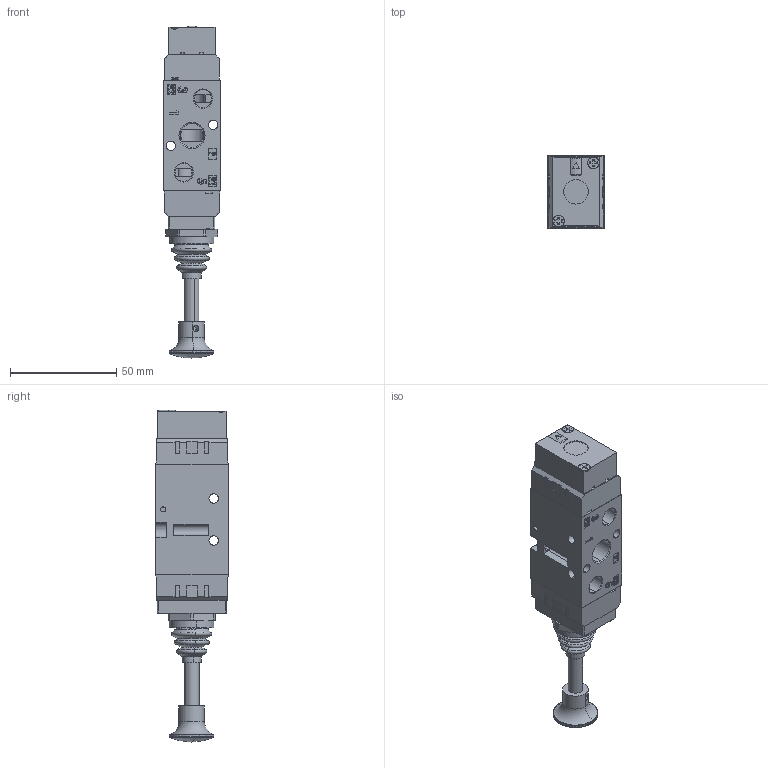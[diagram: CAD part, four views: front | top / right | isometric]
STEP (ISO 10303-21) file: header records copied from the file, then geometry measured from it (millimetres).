
FILE_DESCRIPTION (( 'STEP AP203' ), '1' );
FILE_NAME ('KMV410-DA.STEP', '2013-01-31T01:26:26', ( '' ), ( '' ), 'SwSTEP 2.0', 'SolidWorks 2008', '' );
FILE_SCHEMA (( 'CONFIG_CONTROL_DESIGN' ));
Products named in the file (12): Body_ル遽; KMV-SWITCH_晦獄 撲薑; LEVER GUIDE_晦獄 撲薑; SHAFT_晦獄 撲薑; j-packing_ル遽; M24X3.5 NUT_晦獄 撲薑; BodyCoverBolt(M3xL10)_ル遽; HEAD_晦獄 撲薑; MasterPilot_ル遽; MasterPilotBolt(M3xL30)_ル遽; SemiPilot_ル遽; KMV410-DA
Assembly tree (14 placements, depth 3):
  KMV410-DA
    Body_ル遽
    MasterPilot_ル遽
    SemiPilot_ル遽  x2
    KMV-SWITCH_晦獄 撲薑
      BodyCoverBolt(M3xL10)_ル遽  x2
      LEVER GUIDE_晦獄 撲薑
      HEAD_晦獄 撲薑
      j-packing_ル遽
      SHAFT_晦獄 撲薑
      M24X3.5 NUT_晦獄 撲薑
    MasterPilotBolt(M3xL30)_ル遽  x2
Bounding box: 26.7 x 34.2 x 156.6 mm (x, y, z)
Volume: 56837.3 mm3; surface area: 44598.6 mm2
Topology: 13 solids, 13 shells, 1963 faces, 5048 edges, 3185 vertices
Faces by surface type: plane 774, cone 491, cylinder 387, torus 249, bspline 60, sphere 2
Entity records: 59040 total; most frequent: CARTESIAN_POINT 18976, ORIENTED_EDGE 8354, DIRECTION 7872, EDGE_CURVE 4177, AXIS2_PLACEMENT_3D 3004, VERTEX_POINT 2674, LINE 1864, VECTOR 1864
